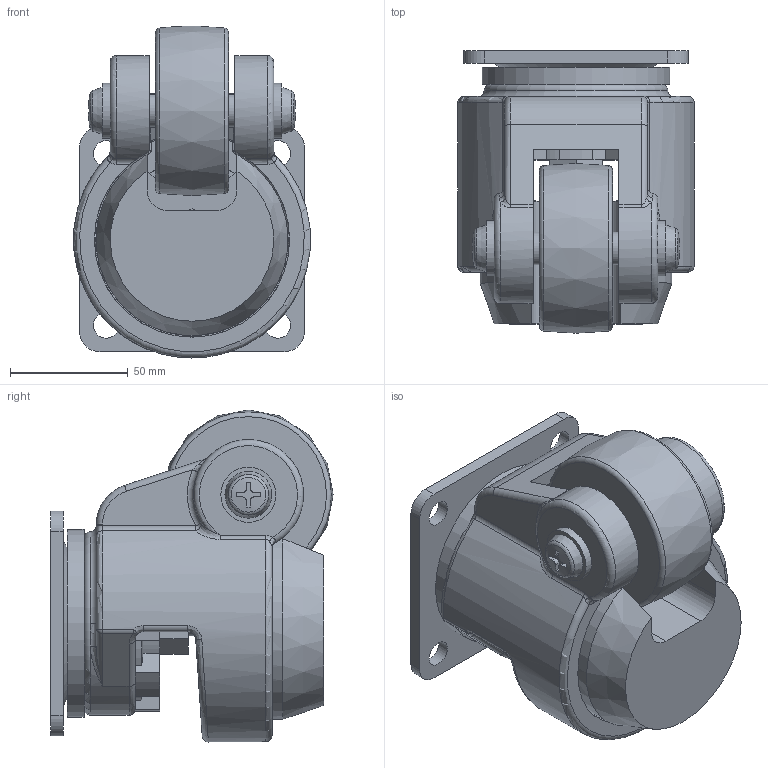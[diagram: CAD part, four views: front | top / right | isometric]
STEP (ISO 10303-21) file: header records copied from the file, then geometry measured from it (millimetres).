
FILE_DESCRIPTION((''),'2;1');
FILE_NAME('AR3851.stp','2021-04-30T11:02:46',('arma03'),(''),'Autodesk Inventor 2013','Autodesk Inventor 2013','');
FILE_SCHEMA(('AUTOMOTIVE_DESIGN { 1 0 10303 214 1 1 1 1 }'));
Length unit declared in the file: millimetre
Products named in the file (2): AR3851; HRP-POA_72G_757021
Assembly tree (1 placements, depth 2):
  AR3851
    HRP-POA_72G_757021
Bounding box: 100.62 x 119.88 x 140.95 mm (x, y, z)
Volume: 744109.6 mm3; surface area: 117434.7 mm2
Topology: 1 solids, 1 shells, 294 faces, 766 edges, 482 vertices
Faces by surface type: plane 98, cylinder 93, torus 35, bspline 33, cone 21, sphere 14
Full cylindrical faces by diameter (mm): 10.41 x1, 10.931 x4, 13.88 x2, 20.821 x1, 23.423 x2, 36.436 x1, 79.812 x1
Entity records: 14112 total; most frequent: CARTESIAN_POINT 7099, ORIENTED_EDGE 1470, DIRECTION 1455, EDGE_CURVE 735, AXIS2_PLACEMENT_3D 585, VERTEX_POINT 481, EDGE_LOOP 348, CIRCLE 312
